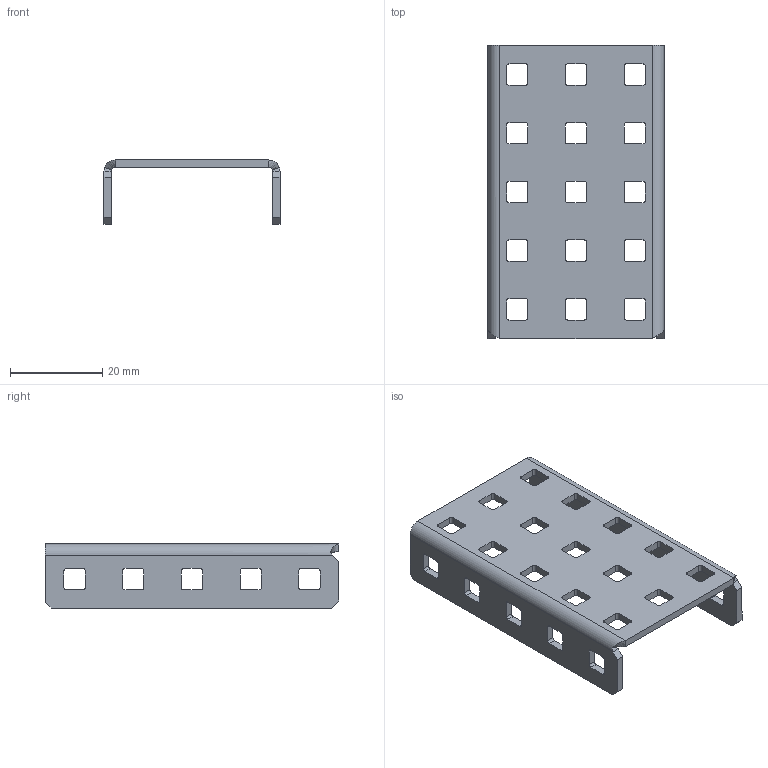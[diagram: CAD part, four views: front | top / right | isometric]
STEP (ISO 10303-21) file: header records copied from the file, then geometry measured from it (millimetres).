
FILE_DESCRIPTION(/* description */ ('STEP AP214'),/* implementation_level */ '2;1');
FILE_NAME(/* name */ 'Aluminum C-Channel 1x3x1x5_MIR2.ipt.step',/* time_stamp */ '2020-04-16T23:00:58-04:00',/* author */ ('svradm'),/* organization */ (''),/* preprocessor_version */ 'ST-DEVELOPER v17',/* originating_system */ 'Autodesk Inventor 2019',/* authorisation */ '');
FILE_SCHEMA (('AUTOMOTIVE_DESIGN { 1 0 10303 214 3 1 1 }'));
Length unit declared in the file: inch
Products named in the file (1): Aluminum C-Channel 1x3x1x5_MIR2
Bounding box: 38.1 x 63.5 x 13.87 mm (x, y, z)
Volume: 5359.3 mm3; surface area: 7802.4 mm2
Topology: 1 solids, 1 shells, 232 faces, 727 edges, 521 vertices
Faces by surface type: plane 124, cylinder 104, bspline 4
Entity records: 8486 total; most frequent: CARTESIAN_POINT 1550, DIRECTION 1406, ORIENTED_EDGE 1356, EDGE_CURVE 678, AXIS2_PLACEMENT_3D 470, LINE 466, VECTOR 466, VERTEX_POINT 448
